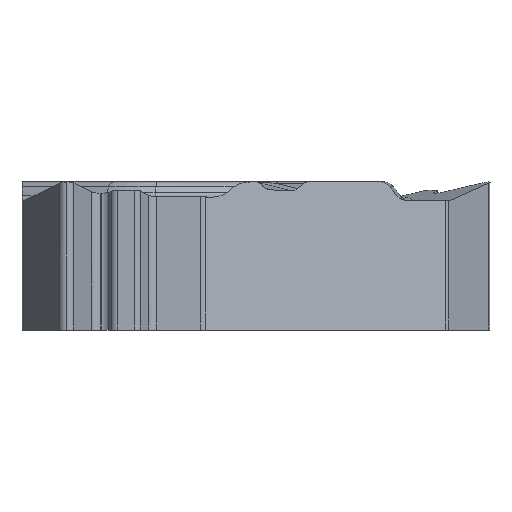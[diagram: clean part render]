
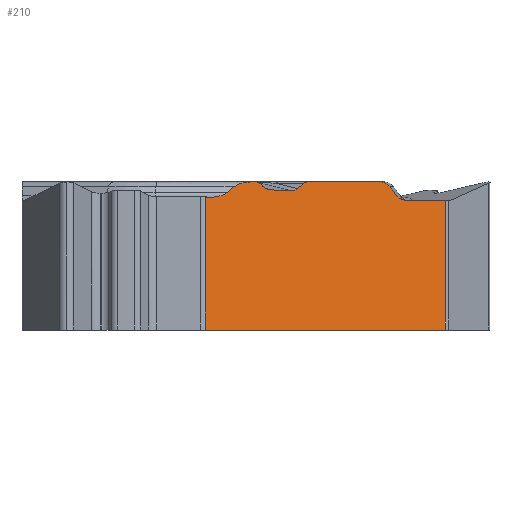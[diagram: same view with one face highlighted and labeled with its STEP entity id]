
A CAD part, front view. The second image highlights one B-rep face of the part: STEP entity #210.
In plain terms, the highlighted planar face has unit normal (0.5, -0.866, 0).
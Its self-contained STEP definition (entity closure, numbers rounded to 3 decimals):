
#210=ADVANCED_FACE('',(#388),#328,.F.);
#328=PLANE('',#2503);
#388=FACE_OUTER_BOUND('',#513,.T.);
#513=EDGE_LOOP('',(#816,#817,#818,#819,#820,#821,#822,#823,#824,#825,#826,
#827,#828,#829,#830,#831,#832,#833,#834,#835));
#649=ELLIPSE('',#2497,0.392,0.32);
#650=ELLIPSE('',#2498,0.377,0.32);
#651=ELLIPSE('',#2499,0.167,0.15);
#652=ELLIPSE('',#2500,0.15,0.15);
#653=ELLIPSE('',#2501,0.64,0.32);
#654=ELLIPSE('',#2502,0.64,0.32);
#816=ORIENTED_EDGE('',*,*,#1723,.F.);
#817=ORIENTED_EDGE('',*,*,#1724,.T.);
#818=ORIENTED_EDGE('',*,*,#1725,.F.);
#819=ORIENTED_EDGE('',*,*,#1726,.T.);
#820=ORIENTED_EDGE('',*,*,#1727,.T.);
#821=ORIENTED_EDGE('',*,*,#1728,.F.);
#822=ORIENTED_EDGE('',*,*,#1729,.F.);
#823=ORIENTED_EDGE('',*,*,#1730,.F.);
#824=ORIENTED_EDGE('',*,*,#1731,.T.);
#825=ORIENTED_EDGE('',*,*,#1732,.T.);
#826=ORIENTED_EDGE('',*,*,#1733,.T.);
#827=ORIENTED_EDGE('',*,*,#1734,.T.);
#828=ORIENTED_EDGE('',*,*,#1735,.T.);
#829=ORIENTED_EDGE('',*,*,#1736,.F.);
#830=ORIENTED_EDGE('',*,*,#1737,.F.);
#831=ORIENTED_EDGE('',*,*,#1738,.F.);
#832=ORIENTED_EDGE('',*,*,#1739,.F.);
#833=ORIENTED_EDGE('',*,*,#1740,.T.);
#834=ORIENTED_EDGE('',*,*,#1741,.T.);
#835=ORIENTED_EDGE('',*,*,#1742,.T.);
#1476=VERTEX_POINT('',#4133);
#1477=VERTEX_POINT('',#4134);
#1478=VERTEX_POINT('',#4136);
#1479=VERTEX_POINT('',#4138);
#1480=VERTEX_POINT('',#4140);
#1481=VERTEX_POINT('',#4142);
#1482=VERTEX_POINT('',#4144);
#1483=VERTEX_POINT('',#4146);
#1484=VERTEX_POINT('',#4148);
#1485=VERTEX_POINT('',#4150);
#1486=VERTEX_POINT('',#4161);
#1487=VERTEX_POINT('',#4163);
#1488=VERTEX_POINT('',#4177);
#1489=VERTEX_POINT('',#4179);
#1490=VERTEX_POINT('',#4181);
#1491=VERTEX_POINT('',#4183);
#1492=VERTEX_POINT('',#4185);
#1493=VERTEX_POINT('',#4187);
#1494=VERTEX_POINT('',#4189);
#1495=VERTEX_POINT('',#4191);
#1723=EDGE_CURVE('',#1476,#1477,#2033,.T.);
#1724=EDGE_CURVE('',#1476,#1478,#2034,.T.);
#1725=EDGE_CURVE('',#1479,#1478,#2035,.T.);
#1726=EDGE_CURVE('',#1479,#1480,#649,.T.);
#1727=EDGE_CURVE('',#1480,#1481,#2036,.T.);
#1728=EDGE_CURVE('',#1482,#1481,#650,.T.);
#1729=EDGE_CURVE('',#1483,#1482,#2037,.T.);
#1730=EDGE_CURVE('',#1484,#1483,#651,.T.);
#1731=EDGE_CURVE('',#1484,#1485,#2038,.T.);
#1732=EDGE_CURVE('',#1485,#1486,#2403,.T.);
#1733=EDGE_CURVE('',#1486,#1487,#2039,.T.);
#1734=EDGE_CURVE('',#1487,#1488,#2404,.T.);
#1735=EDGE_CURVE('',#1488,#1489,#2040,.T.);
#1736=EDGE_CURVE('',#1490,#1489,#652,.T.);
#1737=EDGE_CURVE('',#1491,#1490,#2041,.T.);
#1738=EDGE_CURVE('',#1492,#1491,#653,.T.);
#1739=EDGE_CURVE('',#1493,#1492,#2042,.T.);
#1740=EDGE_CURVE('',#1493,#1494,#654,.T.);
#1741=EDGE_CURVE('',#1494,#1495,#2043,.T.);
#1742=EDGE_CURVE('',#1495,#1477,#2044,.T.);
#2033=LINE('',#4132,#2240);
#2034=LINE('',#4135,#2241);
#2035=LINE('',#4137,#2242);
#2036=LINE('',#4141,#2243);
#2037=LINE('',#4145,#2244);
#2038=LINE('',#4149,#2245);
#2039=LINE('',#4162,#2246);
#2040=LINE('',#4178,#2247);
#2041=LINE('',#4182,#2248);
#2042=LINE('',#4186,#2249);
#2043=LINE('',#4190,#2250);
#2044=LINE('',#4192,#2251);
#2240=VECTOR('',#2865,1.);
#2241=VECTOR('',#2866,1.);
#2242=VECTOR('',#2867,1.);
#2243=VECTOR('',#2870,1.);
#2244=VECTOR('',#2873,1.);
#2245=VECTOR('',#2876,1.);
#2246=VECTOR('',#2877,1.);
#2247=VECTOR('',#2878,1.);
#2248=VECTOR('',#2881,1.);
#2249=VECTOR('',#2884,1.);
#2250=VECTOR('',#2887,1.);
#2251=VECTOR('',#2888,1.);
#2403=B_SPLINE_CURVE_WITH_KNOTS('',3,(#4151,#4152,#4153,#4154,#4155,#4156,
#4157,#4158,#4159,#4160),.UNSPECIFIED.,.F.,.F.,(4,3,3,4),(0.,0.474,
0.706,1.),.UNSPECIFIED.);
#2404=B_SPLINE_CURVE_WITH_KNOTS('',3,(#4164,#4165,#4166,#4167,#4168,#4169,
#4170,#4171,#4172,#4173,#4174,#4175,#4176),.UNSPECIFIED.,.F.,.F.,(4,3,3,
3,4),(0.,0.25,0.499,0.746,1.),
 .UNSPECIFIED.);
#2497=AXIS2_PLACEMENT_3D('',#4139,#2868,#2869);
#2498=AXIS2_PLACEMENT_3D('',#4143,#2871,#2872);
#2499=AXIS2_PLACEMENT_3D('',#4147,#2874,#2875);
#2500=AXIS2_PLACEMENT_3D('',#4180,#2879,#2880);
#2501=AXIS2_PLACEMENT_3D('',#4184,#2882,#2883);
#2502=AXIS2_PLACEMENT_3D('',#4188,#2885,#2886);
#2503=AXIS2_PLACEMENT_3D('',#4193,#2889,#2890);
#2865=DIRECTION('',(-0.866,-0.5,0.));
#2866=DIRECTION('',(0.,0.,1.));
#2867=DIRECTION('',(0.866,0.5,0.));
#2868=DIRECTION('',(-0.5,0.866,0.));
#2869=DIRECTION('',(-0.859,-0.496,0.124));
#2870=DIRECTION('',(-0.563,-0.325,0.759));
#2871=DIRECTION('',(-0.5,0.866,0.));
#2872=DIRECTION('',(-0.866,-0.5,0.));
#2873=DIRECTION('',(0.866,0.5,0.));
#2874=DIRECTION('',(-0.5,0.866,0.));
#2875=DIRECTION('',(-0.866,-0.5,0.));
#2876=DIRECTION('',(-0.687,-0.397,-0.608));
#2877=DIRECTION('',(-0.865,-0.499,0.049));
#2878=DIRECTION('',(-0.656,-0.378,0.653));
#2879=DIRECTION('',(-0.5,0.866,0.));
#2880=DIRECTION('',(0.866,0.5,0.));
#2881=DIRECTION('',(0.866,0.5,0.));
#2882=DIRECTION('',(-0.5,0.866,0.));
#2883=DIRECTION('',(-0.866,-0.5,0.));
#2884=DIRECTION('',(0.713,0.412,0.567));
#2885=DIRECTION('',(-0.5,0.866,0.));
#2886=DIRECTION('',(0.866,0.5,0.));
#2887=DIRECTION('',(-0.858,-0.496,0.133));
#2888=DIRECTION('',(0.,0.,-1.));
#2889=DIRECTION('',(-0.5,0.866,0.));
#2890=DIRECTION('',(-0.866,-0.5,0.));
#4132=CARTESIAN_POINT('',(8.733,-0.457,-3.97));
#4133=CARTESIAN_POINT('',(6.587,-1.696,-3.97));
#4134=CARTESIAN_POINT('',(0.15,-5.413,-3.97));
#4135=CARTESIAN_POINT('',(6.587,-1.696,0.));
#4136=CARTESIAN_POINT('',(6.587,-1.696,-0.5));
#4137=CARTESIAN_POINT('',(-3.971,-7.792,-0.5));
#4138=CARTESIAN_POINT('',(5.566,-2.286,-0.5));
#4139=CARTESIAN_POINT('',(5.549,-2.296,-0.179));
#4140=CARTESIAN_POINT('',(5.275,-2.454,-0.355));
#4141=CARTESIAN_POINT('',(1.21,-4.801,5.125));
#4142=CARTESIAN_POINT('',(5.11,-2.549,-0.132));
#4143=CARTESIAN_POINT('',(4.846,-2.702,-0.32));
#4144=CARTESIAN_POINT('',(4.846,-2.702,0.));
#4145=CARTESIAN_POINT('',(-3.971,-7.792,0.));
#4146=CARTESIAN_POINT('',(2.884,-3.834,0.));
#4147=CARTESIAN_POINT('',(2.884,-3.834,-0.15));
#4148=CARTESIAN_POINT('',(2.79,-3.888,-0.036));
#4149=CARTESIAN_POINT('',(-1.455,-6.34,-3.792));
#4150=CARTESIAN_POINT('',(2.626,-3.983,-0.181));
#4151=CARTESIAN_POINT('',(2.626,-3.983,-0.181));
#4152=CARTESIAN_POINT('',(2.603,-3.996,-0.201));
#4153=CARTESIAN_POINT('',(2.577,-4.011,-0.217));
#4154=CARTESIAN_POINT('',(2.55,-4.027,-0.227));
#4155=CARTESIAN_POINT('',(2.536,-4.035,-0.232));
#4156=CARTESIAN_POINT('',(2.522,-4.043,-0.236));
#4157=CARTESIAN_POINT('',(2.508,-4.051,-0.238));
#4158=CARTESIAN_POINT('',(2.49,-4.061,-0.242));
#4159=CARTESIAN_POINT('',(2.472,-4.072,-0.243));
#4160=CARTESIAN_POINT('',(2.454,-4.082,-0.242));
#4161=CARTESIAN_POINT('',(2.454,-4.082,-0.242));
#4162=CARTESIAN_POINT('',(8.709,-0.471,-0.593));
#4163=CARTESIAN_POINT('',(1.894,-4.406,-0.21));
#4164=CARTESIAN_POINT('',(1.894,-4.406,-0.21));
#4165=CARTESIAN_POINT('',(1.878,-4.415,-0.209));
#4166=CARTESIAN_POINT('',(1.863,-4.424,-0.207));
#4167=CARTESIAN_POINT('',(1.847,-4.433,-0.203));
#4168=CARTESIAN_POINT('',(1.832,-4.442,-0.199));
#4169=CARTESIAN_POINT('',(1.817,-4.45,-0.194));
#4170=CARTESIAN_POINT('',(1.802,-4.459,-0.187));
#4171=CARTESIAN_POINT('',(1.788,-4.467,-0.18));
#4172=CARTESIAN_POINT('',(1.774,-4.475,-0.172));
#4173=CARTESIAN_POINT('',(1.761,-4.483,-0.163));
#4174=CARTESIAN_POINT('',(1.747,-4.491,-0.153));
#4175=CARTESIAN_POINT('',(1.734,-4.498,-0.142));
#4176=CARTESIAN_POINT('',(1.722,-4.505,-0.13));
#4177=CARTESIAN_POINT('',(1.722,-4.505,-0.13));
#4178=CARTESIAN_POINT('',(5.684,-2.218,-4.079));
#4179=CARTESIAN_POINT('',(1.628,-4.559,-0.036));
#4180=CARTESIAN_POINT('',(1.543,-4.608,-0.15));
#4181=CARTESIAN_POINT('',(1.543,-4.608,0.));
#4182=CARTESIAN_POINT('',(8.733,-0.457,0.));
#4183=CARTESIAN_POINT('',(1.374,-4.706,0.));
#4184=CARTESIAN_POINT('',(1.374,-4.706,-0.32));
#4185=CARTESIAN_POINT('',(0.926,-4.965,-0.132));
#4186=CARTESIAN_POINT('',(6.277,-1.875,4.121));
#4187=CARTESIAN_POINT('',(0.742,-5.071,-0.278));
#4188=CARTESIAN_POINT('',(0.294,-5.33,-0.089));
#4189=CARTESIAN_POINT('',(0.15,-5.412,-0.399));
#4190=CARTESIAN_POINT('',(8.537,-0.571,-1.696));
#4191=CARTESIAN_POINT('',(0.15,-5.413,-0.399));
#4192=CARTESIAN_POINT('',(0.15,-5.413,0.));
#4193=CARTESIAN_POINT('',(8.733,-0.457,0.));
